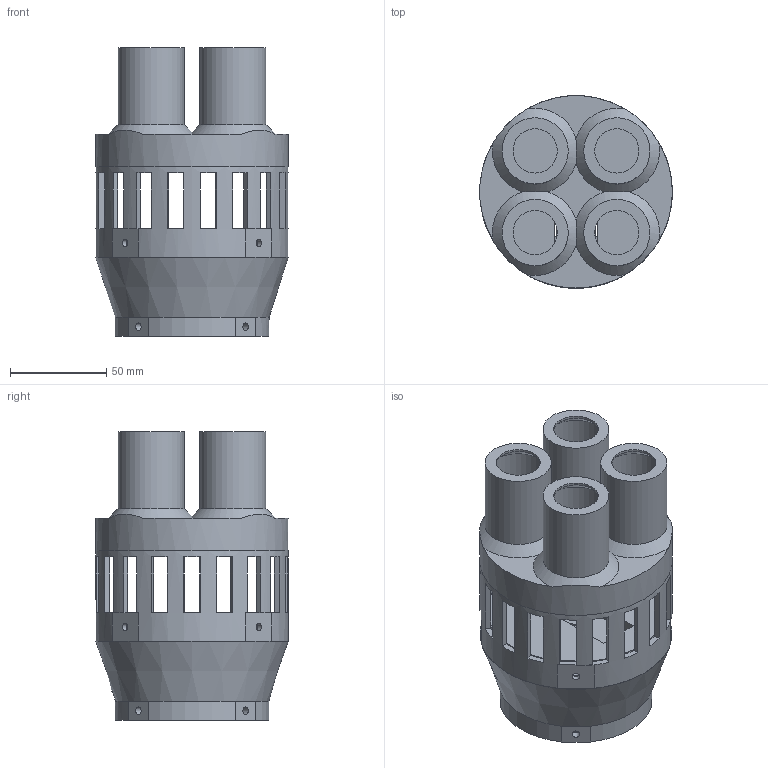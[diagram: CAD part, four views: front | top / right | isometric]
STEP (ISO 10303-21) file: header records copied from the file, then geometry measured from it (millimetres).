
FILE_DESCRIPTION(/* description */ (''),/* implementation_level */ '2;1');
FILE_NAME(/* name */ 'Marker Changer - Static Parts.stp',/* time_stamp */ '2022-03-09T20:31:05-05:00',/* author */ ('smiku'),/* organization */ (''),/* preprocessor_version */ 'ST-DEVELOPER v18.1',/* originating_system */ 'Autodesk Inventor 2022',/* authorisation */ '');
FILE_SCHEMA (('CONFIG_CONTROL_DESIGN'));
Length unit declared in the file: millimetre
Products named in the file (6): Marker Changer - Static Parts; Interface Block; Case; DS3225mg Servo; Hoop; Cam Barrel Plate
Assembly tree (5 placements, depth 2):
  Marker Changer - Static Parts
    Interface Block
    Case
    DS3225mg Servo
    Hoop
    Cam Barrel Plate
Bounding box: 100 x 100 x 150 mm (x, y, z)
Volume: 442198.6 mm3; surface area: 141994.1 mm2
Topology: 6 solids, 6 shells, 333 faces, 965 edges, 630 vertices
Faces by surface type: plane 235, cylinder 87, cone 9, bspline 2
Full cylindrical faces by diameter (mm): 2.5 x1, 4 x28, 6 x5, 13 x1, 23 x4, 32 x4, 34.4 x4, 94 x1, 100 x2
Entity records: 11543 total; most frequent: CARTESIAN_POINT 2099, DIRECTION 1935, ORIENTED_EDGE 1930, EDGE_CURVE 965, AXIS2_PLACEMENT_3D 649, LINE 637, VECTOR 637, VERTEX_POINT 630
